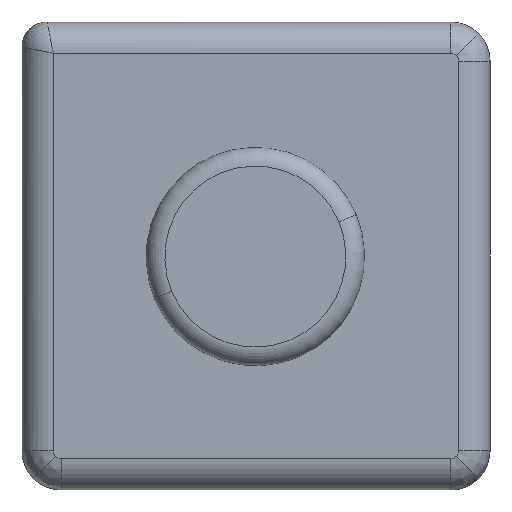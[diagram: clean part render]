
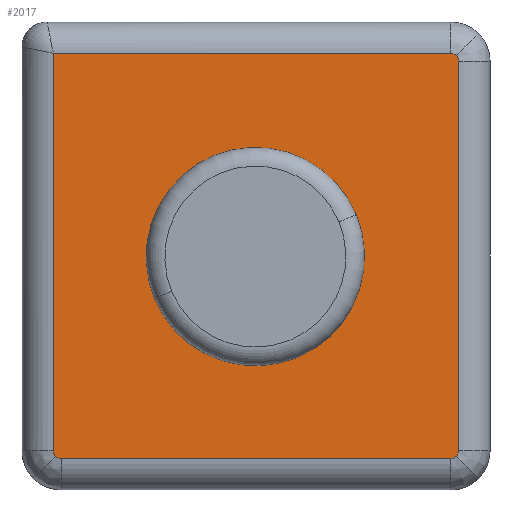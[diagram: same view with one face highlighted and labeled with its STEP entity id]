
A CAD part, top view. The second image highlights one B-rep face of the part: STEP entity #2017.
In plain terms, the highlighted planar face has unit normal (0, 0, 1).
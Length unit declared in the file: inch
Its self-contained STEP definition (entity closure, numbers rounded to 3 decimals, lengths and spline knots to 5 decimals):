
#4 = VERTEX_POINT ( 'NONE', #576 ) ;
#12 = EDGE_CURVE ( 'NONE', #29, #4, #2192, .T. ) ;
#29 = VERTEX_POINT ( 'NONE', #3980 ) ;
#46 = ORIENTED_EDGE ( 'NONE', *, *, #363, .T. ) ;
#56 = ORIENTED_EDGE ( 'NONE', *, *, #365, .T. ) ;
#57 = ORIENTED_EDGE ( 'NONE', *, *, #386, .T. ) ;
#116 = EDGE_CURVE ( 'NONE', #134, #357, #614, .T. ) ;
#122 = ORIENTED_EDGE ( 'NONE', *, *, #116, .T. ) ;
#134 = VERTEX_POINT ( 'NONE', #3910 ) ;
#143 = EDGE_CURVE ( 'NONE', #1555, #134, #3976, .T. ) ;
#340 = ORIENTED_EDGE ( 'NONE', *, *, #143, .T. ) ;
#346 = VERTEX_POINT ( 'NONE', #2621 ) ;
#357 = VERTEX_POINT ( 'NONE', #3075 ) ;
#360 = VERTEX_POINT ( 'NONE', #3831 ) ;
#363 = EDGE_CURVE ( 'NONE', #346, #515, #3843, .T. ) ;
#365 = EDGE_CURVE ( 'NONE', #357, #346, #3868, .T. ) ;
#373 = ORIENTED_EDGE ( 'NONE', *, *, #1952, .T. ) ;
#376 = VERTEX_POINT ( 'NONE', #562 ) ;
#386 = EDGE_CURVE ( 'NONE', #376, #360, #636, .T. ) ;
#418 = EDGE_LOOP ( 'NONE', ( #1719, #488 ) ) ;
#435 = EDGE_CURVE ( 'NONE', #515, #376, #4012, .T. ) ;
#488 = ORIENTED_EDGE ( 'NONE', *, *, #12, .F. ) ;
#493 = EDGE_CURVE ( 'NONE', #506, #1754, #2603, .T. ) ;
#497 = ORIENTED_EDGE ( 'NONE', *, *, #493, .T. ) ;
#506 = VERTEX_POINT ( 'NONE', #3946 ) ;
#512 = EDGE_CURVE ( 'NONE', #917, #506, #4031, .T. ) ;
#515 = VERTEX_POINT ( 'NONE', #998 ) ;
#519 = ORIENTED_EDGE ( 'NONE', *, *, #435, .T. ) ;
#522 = ORIENTED_EDGE ( 'NONE', *, *, #512, .T. ) ;
#538 = CARTESIAN_POINT ( 'NONE',  ( -0.64955, 0.64955, 0.125 ) ) ;
#550 = CIRCLE ( 'NONE', #551, 0.1685 ) ;
#551 = AXIS2_PLACEMENT_3D ( 'NONE', #552, #553, #554 ) ;
#552 = CARTESIAN_POINT ( 'NONE',  ( -0.00218, -0.00218, 0.125 ) ) ;
#553 = DIRECTION ( 'NONE',  ( 0., 0., 1. ) ) ;
#554 = DIRECTION ( 'NONE',  ( 1., 0., 0. ) ) ;
#562 = CARTESIAN_POINT ( 'NONE',  ( 0.64223, 0.64223, 0.125 ) ) ;
#576 = CARTESIAN_POINT ( 'NONE',  ( 0.16632, -0.00218, 0.125 ) ) ;
#605 = LINE ( 'NONE', #606, #608 ) ;
#606 = CARTESIAN_POINT ( 'NONE',  ( -0.75, 0.64955, 0.125 ) ) ;
#608 = VECTOR ( 'NONE', #609, 39.37008 ) ;
#609 = DIRECTION ( 'NONE',  ( -1., 0., 0. ) ) ;
#614 =( BOUNDED_CURVE ( )  B_SPLINE_CURVE ( 3, ( #615, #616, #617, #618 ),
 .UNSPECIFIED., .F., .F. ) 
 B_SPLINE_CURVE_WITH_KNOTS ( ( 4, 4 ),
 ( 5.49794, 6.28319 ),
 .UNSPECIFIED. ) 
 CURVE ( )  GEOMETRIC_REPRESENTATION_ITEM ( )  RATIONAL_B_SPLINE_CURVE ( ( 1., 0.949, 0.949, 1. ) ) 
 REPRESENTATION_ITEM ( '' )  );
#615 = CARTESIAN_POINT ( 'NONE',  ( 0.62455, -0.64955, 0.125 ) ) ;
#616 = CARTESIAN_POINT ( 'NONE',  ( 0.63127, -0.64955, 0.125 ) ) ;
#617 = CARTESIAN_POINT ( 'NONE',  ( 0.63748, -0.64698, 0.125 ) ) ;
#618 = CARTESIAN_POINT ( 'NONE',  ( 0.64223, -0.64223, 0.125 ) ) ;
#636 =( BOUNDED_CURVE ( )  B_SPLINE_CURVE ( 3, ( #637, #638, #639, #640 ),
 .UNSPECIFIED., .F., .F. ) 
 B_SPLINE_CURVE_WITH_KNOTS ( ( 4, 4 ),
 ( 0., 0.78525 ),
 .UNSPECIFIED. ) 
 CURVE ( )  GEOMETRIC_REPRESENTATION_ITEM ( )  RATIONAL_B_SPLINE_CURVE ( ( 1., 0.949, 0.949, 1. ) ) 
 REPRESENTATION_ITEM ( '' )  );
#637 = CARTESIAN_POINT ( 'NONE',  ( 0.64223, 0.64223, 0.125 ) ) ;
#638 = CARTESIAN_POINT ( 'NONE',  ( 0.63748, 0.64698, 0.125 ) ) ;
#639 = CARTESIAN_POINT ( 'NONE',  ( 0.63127, 0.64955, 0.125 ) ) ;
#640 = CARTESIAN_POINT ( 'NONE',  ( 0.62455, 0.64955, 0.125 ) ) ;
#917 = VERTEX_POINT ( 'NONE', #538 ) ;
#998 = CARTESIAN_POINT ( 'NONE',  ( 0.64955, 0.62455, 0.125 ) ) ;
#1112 = EDGE_CURVE ( 'NONE', #360, #917, #605, .T. ) ;
#1438 = ORIENTED_EDGE ( 'NONE', *, *, #1112, .T. ) ;
#1555 = VERTEX_POINT ( 'NONE', #3001 ) ;
#1719 = ORIENTED_EDGE ( 'NONE', *, *, #3068, .F. ) ;
#1754 = VERTEX_POINT ( 'NONE', #3459 ) ;
#1870 = EDGE_LOOP ( 'NONE', ( #1438, #522, #497, #373, #340, #122, #56, #46, #519, #57 ) ) ;
#1952 = EDGE_CURVE ( 'NONE', #1754, #1555, #3916, .T. ) ;
#2017 = ADVANCED_FACE ( 'NONE', ( #3939, #3940 ), #3941, .F. ) ;
#2192 = CIRCLE ( 'NONE', #2193, 0.1685 ) ;
#2193 = AXIS2_PLACEMENT_3D ( 'NONE', #2194, #2195, #2196 ) ;
#2194 = CARTESIAN_POINT ( 'NONE',  ( -0.00218, -0.00218, 0.125 ) ) ;
#2195 = DIRECTION ( 'NONE',  ( 0., 0., 1. ) ) ;
#2196 = DIRECTION ( 'NONE',  ( 1., 0., 0. ) ) ;
#2603 =( BOUNDED_CURVE ( )  B_SPLINE_CURVE ( 3, ( #2604, #2605, #2606, #2608 ),
 .UNSPECIFIED., .F., .T. ) 
 B_SPLINE_CURVE_WITH_KNOTS ( ( 4, 4 ),
 ( 5.49794, 6.28319 ),
 .UNSPECIFIED. ) 
 CURVE ( )  GEOMETRIC_REPRESENTATION_ITEM ( )  RATIONAL_B_SPLINE_CURVE ( ( 1., 0.949, 0.949, 1. ) ) 
 REPRESENTATION_ITEM ( '' )  );
#2604 = CARTESIAN_POINT ( 'NONE',  ( -0.64955, -0.62455, 0.125 ) ) ;
#2605 = CARTESIAN_POINT ( 'NONE',  ( -0.64955, -0.63127, 0.125 ) ) ;
#2606 = CARTESIAN_POINT ( 'NONE',  ( -0.64698, -0.63748, 0.125 ) ) ;
#2608 = CARTESIAN_POINT ( 'NONE',  ( -0.64223, -0.64223, 0.125 ) ) ;
#2621 = CARTESIAN_POINT ( 'NONE',  ( 0.64955, -0.62455, 0.125 ) ) ;
#3001 = CARTESIAN_POINT ( 'NONE',  ( -0.62455, -0.64955, 0.125 ) ) ;
#3068 = EDGE_CURVE ( 'NONE', #4, #29, #550, .T. ) ;
#3075 = CARTESIAN_POINT ( 'NONE',  ( 0.64223, -0.64223, 0.125 ) ) ;
#3459 = CARTESIAN_POINT ( 'NONE',  ( -0.64223, -0.64223, 0.125 ) ) ;
#3831 = CARTESIAN_POINT ( 'NONE',  ( 0.62455, 0.64955, 0.125 ) ) ;
#3843 = LINE ( 'NONE', #3844, #3845 ) ;
#3844 = CARTESIAN_POINT ( 'NONE',  ( 0.64955, 0.75, 0.125 ) ) ;
#3845 = VECTOR ( 'NONE', #3846, 39.37008 ) ;
#3846 = DIRECTION ( 'NONE',  ( 0., 1., 0. ) ) ;
#3868 =( BOUNDED_CURVE ( )  B_SPLINE_CURVE ( 3, ( #3869, #3870, #3871, #3872 ),
 .UNSPECIFIED., .F., .F. ) 
 B_SPLINE_CURVE_WITH_KNOTS ( ( 4, 4 ),
 ( 0., 0.78525 ),
 .UNSPECIFIED. ) 
 CURVE ( )  GEOMETRIC_REPRESENTATION_ITEM ( )  RATIONAL_B_SPLINE_CURVE ( ( 1., 0.949, 0.949, 1. ) ) 
 REPRESENTATION_ITEM ( '' )  );
#3869 = CARTESIAN_POINT ( 'NONE',  ( 0.64223, -0.64223, 0.125 ) ) ;
#3870 = CARTESIAN_POINT ( 'NONE',  ( 0.64698, -0.63748, 0.125 ) ) ;
#3871 = CARTESIAN_POINT ( 'NONE',  ( 0.64955, -0.63127, 0.125 ) ) ;
#3872 = CARTESIAN_POINT ( 'NONE',  ( 0.64955, -0.62455, 0.125 ) ) ;
#3910 = CARTESIAN_POINT ( 'NONE',  ( 0.62455, -0.64955, 0.125 ) ) ;
#3916 =( BOUNDED_CURVE ( )  B_SPLINE_CURVE ( 3, ( #3917, #3918, #3919, #3920 ),
 .UNSPECIFIED., .F., .T. ) 
 B_SPLINE_CURVE_WITH_KNOTS ( ( 4, 4 ),
 ( 0., 0.78525 ),
 .UNSPECIFIED. ) 
 CURVE ( )  GEOMETRIC_REPRESENTATION_ITEM ( )  RATIONAL_B_SPLINE_CURVE ( ( 1., 0.949, 0.949, 1. ) ) 
 REPRESENTATION_ITEM ( '' )  );
#3917 = CARTESIAN_POINT ( 'NONE',  ( -0.64223, -0.64223, 0.125 ) ) ;
#3918 = CARTESIAN_POINT ( 'NONE',  ( -0.63748, -0.64698, 0.125 ) ) ;
#3919 = CARTESIAN_POINT ( 'NONE',  ( -0.63127, -0.64955, 0.125 ) ) ;
#3920 = CARTESIAN_POINT ( 'NONE',  ( -0.62455, -0.64955, 0.125 ) ) ;
#3939 = FACE_OUTER_BOUND ( 'NONE', #1870, .T. ) ;
#3940 = FACE_BOUND ( 'NONE', #418, .T. ) ;
#3941 = PLANE ( 'NONE',  #3942 ) ;
#3942 = AXIS2_PLACEMENT_3D ( 'NONE', #3943, #3944, #3945 ) ;
#3943 = CARTESIAN_POINT ( 'NONE',  ( -0.75, 0.75, 0.125 ) ) ;
#3944 = DIRECTION ( 'NONE',  ( 0., 0., -1. ) ) ;
#3945 = DIRECTION ( 'NONE',  ( -1., 0., 0. ) ) ;
#3946 = CARTESIAN_POINT ( 'NONE',  ( -0.64955, -0.62455, 0.125 ) ) ;
#3976 = LINE ( 'NONE', #3977, #3978 ) ;
#3977 = CARTESIAN_POINT ( 'NONE',  ( -0.75, -0.64955, 0.125 ) ) ;
#3978 = VECTOR ( 'NONE', #3979, 39.37008 ) ;
#3979 = DIRECTION ( 'NONE',  ( 1., 0., 0. ) ) ;
#3980 = CARTESIAN_POINT ( 'NONE',  ( -0.17068, -0.00218, 0.125 ) ) ;
#4012 =( BOUNDED_CURVE ( )  B_SPLINE_CURVE ( 3, ( #4013, #4014, #4015, #4016 ),
 .UNSPECIFIED., .F., .T. ) 
 B_SPLINE_CURVE_WITH_KNOTS ( ( 4, 4 ),
 ( 5.49794, 6.28319 ),
 .UNSPECIFIED. ) 
 CURVE ( )  GEOMETRIC_REPRESENTATION_ITEM ( )  RATIONAL_B_SPLINE_CURVE ( ( 1., 0.949, 0.949, 1. ) ) 
 REPRESENTATION_ITEM ( '' )  );
#4013 = CARTESIAN_POINT ( 'NONE',  ( 0.64955, 0.62455, 0.125 ) ) ;
#4014 = CARTESIAN_POINT ( 'NONE',  ( 0.64955, 0.63127, 0.125 ) ) ;
#4015 = CARTESIAN_POINT ( 'NONE',  ( 0.64698, 0.63748, 0.125 ) ) ;
#4016 = CARTESIAN_POINT ( 'NONE',  ( 0.64223, 0.64223, 0.125 ) ) ;
#4031 = LINE ( 'NONE', #4032, #4033 ) ;
#4032 = CARTESIAN_POINT ( 'NONE',  ( -0.64955, 0.75, 0.125 ) ) ;
#4033 = VECTOR ( 'NONE', #4034, 39.37008 ) ;
#4034 = DIRECTION ( 'NONE',  ( 0., -1., 0. ) ) ;
